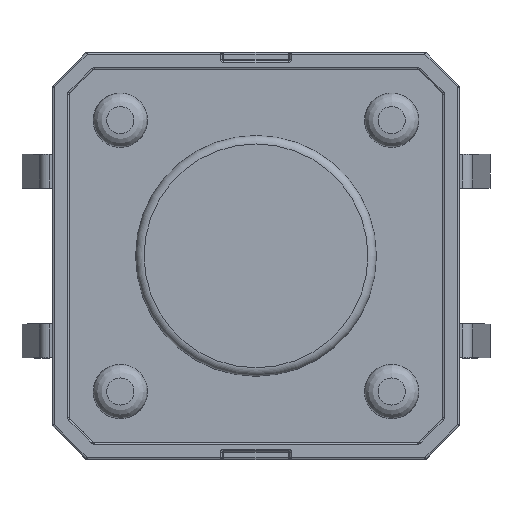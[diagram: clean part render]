
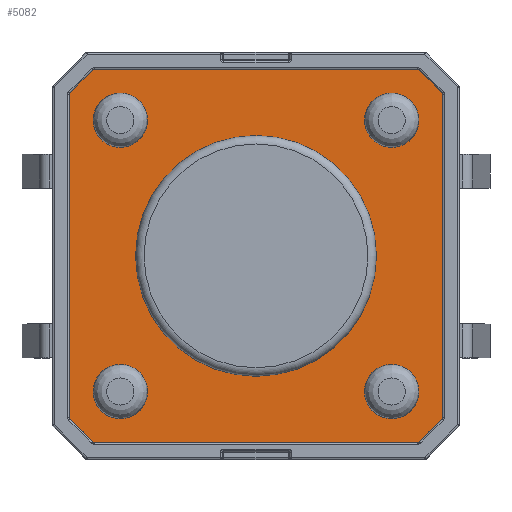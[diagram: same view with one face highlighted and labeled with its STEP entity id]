
A CAD part, top view. The second image highlights one B-rep face of the part: STEP entity #5082.
In plain terms, the highlighted planar face has unit normal (0, 0, 1).
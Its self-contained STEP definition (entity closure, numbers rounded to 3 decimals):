
#75=FACE_BOUND('',#1787,.T.);
#76=FACE_BOUND('',#1788,.T.);
#77=FACE_BOUND('',#1789,.T.);
#78=FACE_BOUND('',#1790,.T.);
#79=FACE_BOUND('',#1791,.T.);
#223=PLANE('',#5831);
#567=LINE('',#8880,#988);
#570=LINE('',#8886,#991);
#573=LINE('',#8892,#994);
#576=LINE('',#8898,#997);
#579=LINE('',#8904,#1000);
#582=LINE('',#8910,#1003);
#585=LINE('',#8916,#1006);
#588=LINE('',#8920,#1009);
#988=VECTOR('',#7278,10.);
#991=VECTOR('',#7283,10.);
#994=VECTOR('',#7288,10.);
#997=VECTOR('',#7293,10.);
#1000=VECTOR('',#7298,10.);
#1003=VECTOR('',#7303,10.);
#1006=VECTOR('',#7308,10.);
#1009=VECTOR('',#7313,10.);
#1468=FACE_OUTER_BOUND('',#1786,.T.);
#1786=EDGE_LOOP('',(#4519,#4520,#4521,#4522,#4523,#4524,#4525,#4526));
#1787=EDGE_LOOP('',(#4527));
#1788=EDGE_LOOP('',(#4528));
#1789=EDGE_LOOP('',(#4529));
#1790=EDGE_LOOP('',(#4530));
#1791=EDGE_LOOP('',(#4531));
#2123=CIRCLE('',#5809,0.8);
#2125=CIRCLE('',#5812,3.55);
#2127=CIRCLE('',#5815,0.8);
#2129=CIRCLE('',#5818,0.8);
#2131=CIRCLE('',#5821,0.8);
#2501=VERTEX_POINT('',#8844);
#2503=VERTEX_POINT('',#8850);
#2505=VERTEX_POINT('',#8856);
#2507=VERTEX_POINT('',#8862);
#2509=VERTEX_POINT('',#8868);
#2513=VERTEX_POINT('',#8877);
#2514=VERTEX_POINT('',#8879);
#2516=VERTEX_POINT('',#8885);
#2518=VERTEX_POINT('',#8891);
#2520=VERTEX_POINT('',#8897);
#2522=VERTEX_POINT('',#8903);
#2524=VERTEX_POINT('',#8909);
#2526=VERTEX_POINT('',#8915);
#3176=EDGE_CURVE('',#2501,#2501,#2123,.T.);
#3179=EDGE_CURVE('',#2503,#2503,#2125,.T.);
#3182=EDGE_CURVE('',#2505,#2505,#2127,.T.);
#3185=EDGE_CURVE('',#2507,#2507,#2129,.T.);
#3188=EDGE_CURVE('',#2509,#2509,#2131,.T.);
#3193=EDGE_CURVE('',#2514,#2513,#567,.T.);
#3196=EDGE_CURVE('',#2516,#2514,#570,.T.);
#3199=EDGE_CURVE('',#2518,#2516,#573,.T.);
#3202=EDGE_CURVE('',#2520,#2518,#576,.T.);
#3205=EDGE_CURVE('',#2522,#2520,#579,.T.);
#3208=EDGE_CURVE('',#2524,#2522,#582,.T.);
#3211=EDGE_CURVE('',#2526,#2524,#585,.T.);
#3214=EDGE_CURVE('',#2513,#2526,#588,.T.);
#4519=ORIENTED_EDGE('',*,*,#3214,.T.);
#4520=ORIENTED_EDGE('',*,*,#3211,.T.);
#4521=ORIENTED_EDGE('',*,*,#3208,.T.);
#4522=ORIENTED_EDGE('',*,*,#3205,.T.);
#4523=ORIENTED_EDGE('',*,*,#3202,.T.);
#4524=ORIENTED_EDGE('',*,*,#3199,.T.);
#4525=ORIENTED_EDGE('',*,*,#3196,.T.);
#4526=ORIENTED_EDGE('',*,*,#3193,.T.);
#4527=ORIENTED_EDGE('',*,*,#3188,.T.);
#4528=ORIENTED_EDGE('',*,*,#3185,.T.);
#4529=ORIENTED_EDGE('',*,*,#3182,.T.);
#4530=ORIENTED_EDGE('',*,*,#3179,.T.);
#4531=ORIENTED_EDGE('',*,*,#3176,.T.);
#5082=ADVANCED_FACE('',(#1468,#75,#76,#77,#78,#79),#223,.T.);
#5809=AXIS2_PLACEMENT_3D('',#8845,#7241,#7242);
#5812=AXIS2_PLACEMENT_3D('',#8851,#7248,#7249);
#5815=AXIS2_PLACEMENT_3D('',#8857,#7255,#7256);
#5818=AXIS2_PLACEMENT_3D('',#8863,#7262,#7263);
#5821=AXIS2_PLACEMENT_3D('',#8869,#7269,#7270);
#5831=AXIS2_PLACEMENT_3D('',#8921,#7314,#7315);
#7241=DIRECTION('center_axis',(0.,0.,-1.));
#7242=DIRECTION('ref_axis',(-1.,0.,0.));
#7248=DIRECTION('center_axis',(0.,0.,-1.));
#7249=DIRECTION('ref_axis',(-1.,0.,0.));
#7255=DIRECTION('center_axis',(0.,0.,-1.));
#7256=DIRECTION('ref_axis',(-1.,0.,0.));
#7262=DIRECTION('center_axis',(0.,0.,-1.));
#7263=DIRECTION('ref_axis',(-1.,0.,0.));
#7269=DIRECTION('center_axis',(0.,0.,-1.));
#7270=DIRECTION('ref_axis',(-1.,0.,0.));
#7278=DIRECTION('',(0.707,0.707,0.));
#7283=DIRECTION('',(1.,0.,0.));
#7288=DIRECTION('',(0.707,-0.707,0.));
#7293=DIRECTION('',(0.,-1.,0.));
#7298=DIRECTION('',(-0.707,-0.707,0.));
#7303=DIRECTION('',(-1.,0.,0.));
#7308=DIRECTION('',(-0.707,0.707,0.));
#7313=DIRECTION('',(0.,1.,0.));
#7314=DIRECTION('center_axis',(0.,0.,1.));
#7315=DIRECTION('ref_axis',(1.,0.,0.));
#8844=CARTESIAN_POINT('',(-3.2,-4.,0.3));
#8845=CARTESIAN_POINT('Origin',(-4.,-4.,0.3));
#8850=CARTESIAN_POINT('',(3.55,0.,0.3));
#8851=CARTESIAN_POINT('Origin',(0.,0.,
0.3));
#8856=CARTESIAN_POINT('',(-3.2,4.,0.3));
#8857=CARTESIAN_POINT('Origin',(-4.,4.,0.3));
#8862=CARTESIAN_POINT('',(4.8,4.,0.3));
#8863=CARTESIAN_POINT('Origin',(4.,4.,0.3));
#8868=CARTESIAN_POINT('',(4.8,-4.,0.3));
#8869=CARTESIAN_POINT('Origin',(4.,-4.,0.3));
#8877=CARTESIAN_POINT('',(5.5,-4.793,0.3));
#8879=CARTESIAN_POINT('',(4.793,-5.5,0.3));
#8880=CARTESIAN_POINT('',(4.793,-5.5,0.3));
#8885=CARTESIAN_POINT('',(-4.793,-5.5,0.3));
#8886=CARTESIAN_POINT('',(-4.793,-5.5,0.3));
#8891=CARTESIAN_POINT('',(-5.5,-4.793,0.3));
#8892=CARTESIAN_POINT('',(-5.5,-4.793,0.3));
#8897=CARTESIAN_POINT('',(-5.5,4.793,0.3));
#8898=CARTESIAN_POINT('',(-5.5,4.793,0.3));
#8903=CARTESIAN_POINT('',(-4.793,5.5,0.3));
#8904=CARTESIAN_POINT('',(-4.793,5.5,0.3));
#8909=CARTESIAN_POINT('',(4.793,5.5,0.3));
#8910=CARTESIAN_POINT('',(4.793,5.5,0.3));
#8915=CARTESIAN_POINT('',(5.5,4.793,0.3));
#8916=CARTESIAN_POINT('',(5.5,4.793,0.3));
#8920=CARTESIAN_POINT('',(5.5,-4.793,0.3));
#8921=CARTESIAN_POINT('Origin',(0.,0.,0.3));
